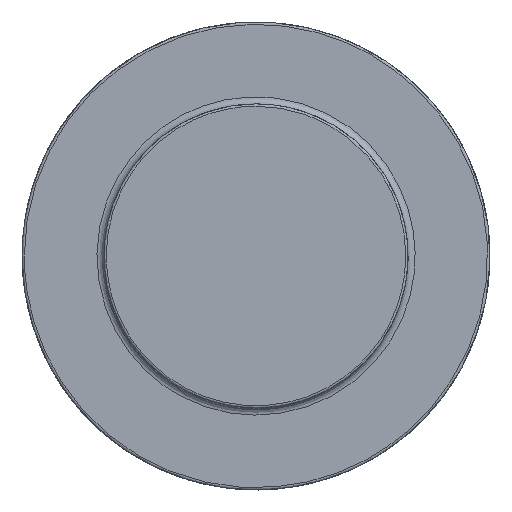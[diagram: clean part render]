
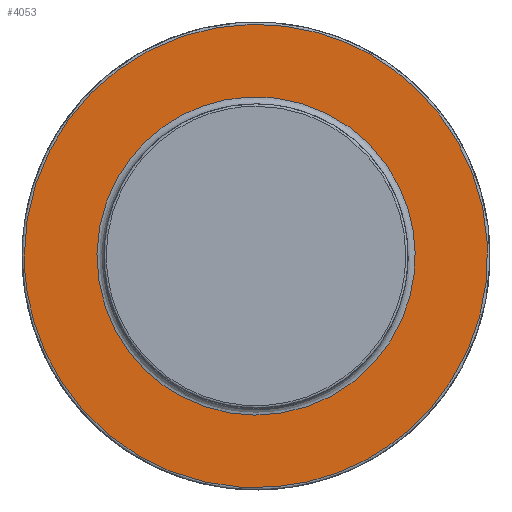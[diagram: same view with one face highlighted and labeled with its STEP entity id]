
A CAD part, left-side view. The second image highlights one B-rep face of the part: STEP entity #4053.
In plain terms, the highlighted free-form (B-spline) face has degree [1, 1] with [2, 2] control points.
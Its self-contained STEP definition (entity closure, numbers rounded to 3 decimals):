
#4004 = VERTEX_POINT('',#4005);
#4005 = CARTESIAN_POINT('',(-42.311,116.473,
    46.199));
#4015 = EDGE_CURVE('',#4004,#4004,#4016,.T.);
#4016 = ( BOUNDED_CURVE() B_SPLINE_CURVE(2,(#4017,#4018,#4019,#4020,
#4021,#4022,#4023),.UNSPECIFIED.,.T.,.F.) B_SPLINE_CURVE_WITH_KNOTS((3,2
    ,2,3),(3.142,5.236,7.33,9.425),
.PIECEWISE_BEZIER_KNOTS.) CURVE() GEOMETRIC_REPRESENTATION_ITEM() 
RATIONAL_B_SPLINE_CURVE((1.,0.5,1.,0.5,1.,0.5,1.)) REPRESENTATION_ITEM(
  '') );
#4017 = CARTESIAN_POINT('',(-42.311,116.473,
    46.199));
#4018 = CARTESIAN_POINT('',(-42.311,116.473,
    255.67));
#4019 = CARTESIAN_POINT('',(-42.311,-64.935,
    150.934));
#4020 = CARTESIAN_POINT('',(-42.311,-246.342,
    46.199));
#4021 = CARTESIAN_POINT('',(-42.311,-64.935,
    -58.537));
#4022 = CARTESIAN_POINT('',(-42.311,116.473,
    -163.273));
#4023 = CARTESIAN_POINT('',(-42.311,116.473,
    46.199));
#4053 = ADVANCED_FACE('',(#4054,#4057),#4071,.T.);
#4054 = FACE_BOUND('',#4055,.T.);
#4055 = EDGE_LOOP('',(#4056));
#4056 = ORIENTED_EDGE('',*,*,#4015,.F.);
#4057 = FACE_BOUND('',#4058,.T.);
#4058 = EDGE_LOOP('',(#4059));
#4059 = ORIENTED_EDGE('',*,*,#4060,.F.);
#4060 = EDGE_CURVE('',#4061,#4061,#4063,.T.);
#4061 = VERTEX_POINT('',#4062);
#4062 = CARTESIAN_POINT('',(-42.311,34.585,
    -27.119));
#4063 = ( BOUNDED_CURVE() B_SPLINE_CURVE(2,(#4064,#4065,#4066,#4067,
#4068,#4069,#4070),.UNSPECIFIED.,.T.,.F.) B_SPLINE_CURVE_WITH_KNOTS((3,2
    ,2,3),(3.142,5.236,7.33,9.425),
.PIECEWISE_BEZIER_KNOTS.) CURVE() GEOMETRIC_REPRESENTATION_ITEM() 
RATIONAL_B_SPLINE_CURVE((1.,0.5,1.,0.5,1.,0.5,1.)) REPRESENTATION_ITEM(
  '') );
#4064 = CARTESIAN_POINT('',(-42.311,34.585,
    -27.119));
#4065 = CARTESIAN_POINT('',(-42.311,-92.405,
    -94.757));
#4066 = CARTESIAN_POINT('',(-42.311,-87.486,
    49.039));
#4067 = CARTESIAN_POINT('',(-42.311,-82.567,
    192.834));
#4068 = CARTESIAN_POINT('',(-42.311,39.504,
    116.676));
#4069 = CARTESIAN_POINT('',(-42.311,161.575,
    40.518));
#4070 = CARTESIAN_POINT('',(-42.311,34.585,
    -27.119));
#4071 = B_SPLINE_SURFACE_WITH_KNOTS('',1,1,(
    (#4072,#4073)
    ,(#4074,#4075
    )),.UNSPECIFIED.,.F.,.F.,.F.,(2,2),(2,2),(-99.,99.),(-99.,99.),
  .PIECEWISE_BEZIER_KNOTS.);
#4072 = CARTESIAN_POINT('',(-42.311,-125.404,
    -74.74));
#4073 = CARTESIAN_POINT('',(-42.311,116.473,
    -74.74));
#4074 = CARTESIAN_POINT('',(-42.311,-125.404,
    167.137));
#4075 = CARTESIAN_POINT('',(-42.311,116.473,
    167.137));
